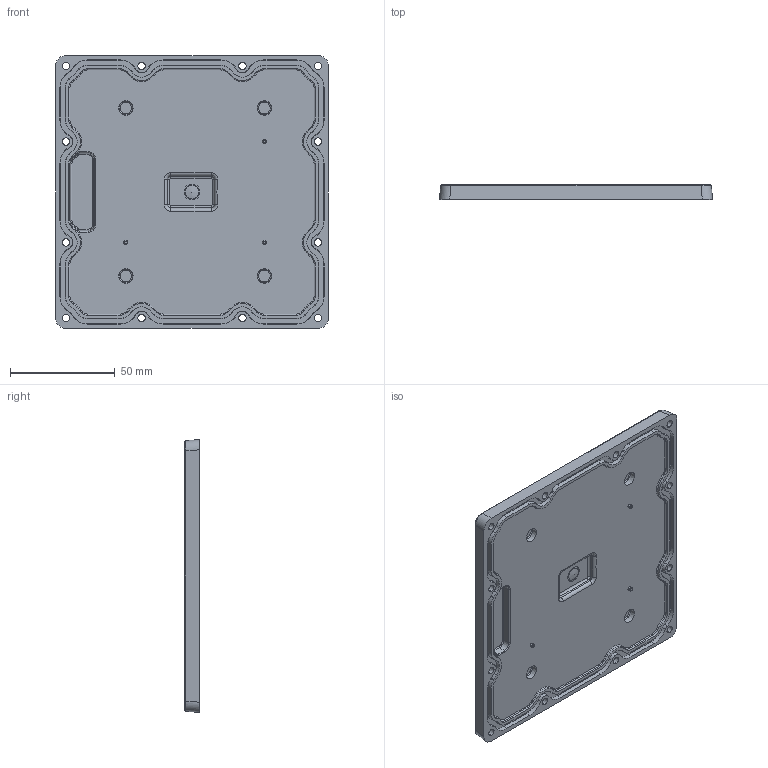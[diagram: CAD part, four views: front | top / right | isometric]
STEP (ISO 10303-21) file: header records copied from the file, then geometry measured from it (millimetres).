
FILE_DESCRIPTION(/* description */ (''),/* implementation_level */ '2;1');
FILE_NAME(/* name */ 'JY-BAA6490P-130130.stp',/* time_stamp */ '2017-10-10T15:57:07+08:00',/* author */ (''),/* organization */ (''),/* preprocessor_version */ 'ST-DEVELOPER v16',/* originating_system */ 'SIEMENS PLM Software NX 10.0',/* authorisation */ '');
FILE_SCHEMA (('AP203_CONFIGURATION_CONTROLLED_3D_DESIGN_OF_MECHANICAL_PARTS_AND_ASSEMBLIES_MIM_LF { 1 0 10303 403 2 1 2}'));
Products named in the file (1): long0EAC8809j64z
Bounding box: 130 x 7.05 x 130 mm (x, y, z)
Volume: 48709.8 mm3; surface area: 45698.2 mm2
Topology: 1 solids, 1 shells, 973 faces, 2472 edges, 1469 vertices
Faces by surface type: bspline 310, cone 215, torus 170, plane 144, cylinder 120, extrusion 12, sphere 2
Entity records: 93291 total; most frequent: CARTESIAN_POINT 72418, ORIENTED_EDGE 4526, DIRECTION 3903, EDGE_CURVE 2263, AXIS2_PLACEMENT_3D 1612, VERTEX_POINT 1433, EDGE_LOOP 1138, ADVANCED_FACE 973
